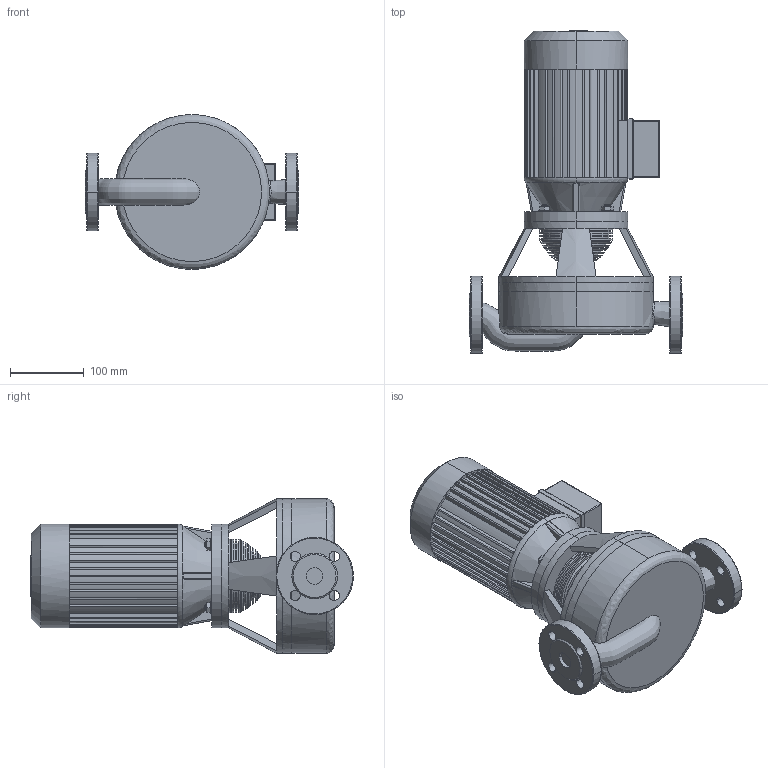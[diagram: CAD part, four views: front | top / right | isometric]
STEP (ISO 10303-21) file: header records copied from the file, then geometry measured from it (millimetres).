
FILE_DESCRIPTION((''),'2;1');
FILE_NAME('3d_IPH-W20_160-0_37_4-4089415.stp','2016-08-29T09:59:28',(''),(''),'Mechanical Desktop 2009','Mechanical Desktop 2009',', , ');
FILE_SCHEMA(('CONFIG_CONTROL_DESIGN'));
Length unit declared in the file: millimetre
Products named in the file (1): Product
Bounding box: 290 x 438.19 x 210 mm (x, y, z)
Volume: 7881050.3 mm3; surface area: 578771.5 mm2
Topology: 10 solids, 10 shells, 468 faces, 1228 edges, 802 vertices
Faces by surface type: plane 176, cylinder 142, bspline 112, cone 28, torus 6, sphere 4
Entity records: 18678 total; most frequent: CARTESIAN_POINT 7178, ORIENTED_EDGE 2448, DIRECTION 2287, EDGE_CURVE 1224, AXIS2_PLACEMENT_3D 814, VERTEX_POINT 802, VECTOR 659, LINE 659
